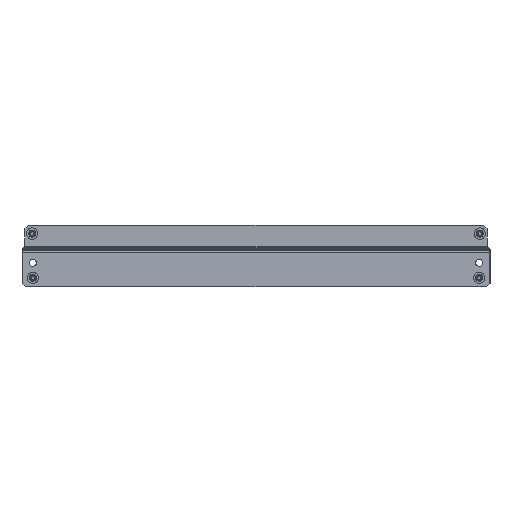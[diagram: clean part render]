
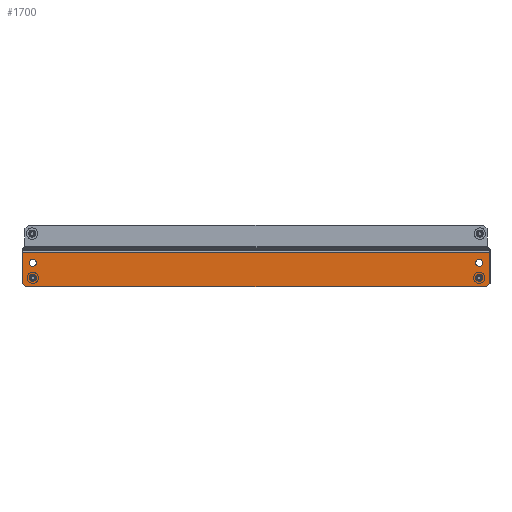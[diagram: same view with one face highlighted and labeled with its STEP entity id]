
A CAD part, left-side view. The second image highlights one B-rep face of the part: STEP entity #1700.
In plain terms, the highlighted face is planar.
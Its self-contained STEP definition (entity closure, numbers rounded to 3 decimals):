
#45 = AXIS2_PLACEMENT_3D ( 'NONE', #4949, #2989, #3676 ) ;
#56 = CARTESIAN_POINT ( 'NONE',  ( 8.25, -1.5, 187. ) ) ;
#64 = EDGE_CURVE ( 'NONE', #274, #3055, #868, .T. ) ;
#127 = VECTOR ( 'NONE', #4975, 1000. ) ;
#163 = EDGE_CURVE ( 'NONE', #3705, #3617, #2501, .T. ) ;
#232 = EDGE_CURVE ( 'NONE', #3239, #1541, #3350, .T. ) ;
#274 = VERTEX_POINT ( 'NONE', #2316 ) ;
#365 = CARTESIAN_POINT ( 'NONE',  ( -13.25, -1.5, 196. ) ) ;
#432 = CIRCLE ( 'NONE', #847, 3. ) ;
#551 = EDGE_LOOP ( 'NONE', ( #2478, #2552 ) ) ;
#557 = CARTESIAN_POINT ( 'NONE',  ( -7.25, -1.5, 187. ) ) ;
#568 = CARTESIAN_POINT ( 'NONE',  ( 12.75, -1.5, 196. ) ) ;
#580 = EDGE_CURVE ( 'NONE', #2411, #3239, #2647, .T. ) ;
#597 = AXIS2_PLACEMENT_3D ( 'NONE', #1041, #1387, #4504 ) ;
#599 = VERTEX_POINT ( 'NONE', #2237 ) ;
#605 = ORIENTED_EDGE ( 'NONE', *, *, #163, .T. ) ;
#679 = ORIENTED_EDGE ( 'NONE', *, *, #2465, .T. ) ;
#711 = EDGE_CURVE ( 'NONE', #599, #2411, #3458, .T. ) ;
#783 = VECTOR ( 'NONE', #3316, 1000. ) ;
#847 = AXIS2_PLACEMENT_3D ( 'NONE', #56, #1607, #2460 ) ;
#868 = CIRCLE ( 'NONE', #1788, 3. ) ;
#878 = VECTOR ( 'NONE', #2618, 1000. ) ;
#900 = EDGE_CURVE ( 'NONE', #599, #3617, #1981, .T. ) ;
#927 = CARTESIAN_POINT ( 'NONE',  ( -7.25, -1.5, -187. ) ) ;
#930 = EDGE_LOOP ( 'NONE', ( #2469, #605, #2578, #2487, #4127, #4034 ) ) ;
#934 = EDGE_CURVE ( 'NONE', #3705, #1541, #1813, .T. ) ;
#944 = EDGE_LOOP ( 'NONE', ( #3968, #2570 ) ) ;
#1013 = CARTESIAN_POINT ( 'NONE',  ( 5.25, -1.5, 187. ) ) ;
#1016 = EDGE_CURVE ( 'NONE', #1144, #3654, #2298, .T. ) ;
#1041 = CARTESIAN_POINT ( 'NONE',  ( -15.75, -1.5, 196. ) ) ;
#1069 = FACE_BOUND ( 'NONE', #944, .T. ) ;
#1111 = DIRECTION ( 'NONE',  ( -1., 0., 0. ) ) ;
#1144 = VERTEX_POINT ( 'NONE', #1504 ) ;
#1233 = DIRECTION ( 'NONE',  ( 0., 1., 0. ) ) ;
#1263 = VERTEX_POINT ( 'NONE', #2094 ) ;
#1319 = CARTESIAN_POINT ( 'NONE',  ( -4.25, -1.5, 187. ) ) ;
#1356 = AXIS2_PLACEMENT_3D ( 'NONE', #1565, #3873, #1111 ) ;
#1387 = DIRECTION ( 'NONE',  ( 0., 1., 0. ) ) ;
#1391 = DIRECTION ( 'NONE',  ( 0.707, 0., 0.707 ) ) ;
#1416 = EDGE_LOOP ( 'NONE', ( #2197, #1631 ) ) ;
#1504 = CARTESIAN_POINT ( 'NONE',  ( 5.25, -1.5, -187. ) ) ;
#1541 = VERTEX_POINT ( 'NONE', #2035 ) ;
#1543 = CIRCLE ( 'NONE', #3982, 3. ) ;
#1565 = CARTESIAN_POINT ( 'NONE',  ( -4.25, -1.5, -187. ) ) ;
#1607 = DIRECTION ( 'NONE',  ( 0., 1., 0. ) ) ;
#1631 = ORIENTED_EDGE ( 'NONE', *, *, #4049, .F. ) ;
#1700 = ADVANCED_FACE ( 'NONE', ( #2956, #4602, #1069, #4910, #2192 ), #2168, .F. ) ;
#1738 = DIRECTION ( 'NONE',  ( -1., 0., 0. ) ) ;
#1760 = CARTESIAN_POINT ( 'NONE',  ( 8.25, -1.5, -187. ) ) ;
#1767 = CIRCLE ( 'NONE', #3242, 3. ) ;
#1788 = AXIS2_PLACEMENT_3D ( 'NONE', #3214, #1233, #3265 ) ;
#1813 = LINE ( 'NONE', #4083, #878 ) ;
#1835 = EDGE_LOOP ( 'NONE', ( #679, #2818 ) ) ;
#1887 = EDGE_CURVE ( 'NONE', #4862, #1263, #1767, .T. ) ;
#1981 = LINE ( 'NONE', #4052, #127 ) ;
#2035 = CARTESIAN_POINT ( 'NONE',  ( 15.75, -1.5, -193. ) ) ;
#2094 = CARTESIAN_POINT ( 'NONE',  ( -1.25, -1.5, -187. ) ) ;
#2168 = PLANE ( 'NONE',  #597 ) ;
#2192 = FACE_OUTER_BOUND ( 'NONE', #930, .T. ) ;
#2197 = ORIENTED_EDGE ( 'NONE', *, *, #1016, .F. ) ;
#2204 = AXIS2_PLACEMENT_3D ( 'NONE', #1760, #3327, #1738 ) ;
#2213 = VECTOR ( 'NONE', #2621, 1000. ) ;
#2237 = CARTESIAN_POINT ( 'NONE',  ( -13.25, -1.5, 196. ) ) ;
#2278 = EDGE_CURVE ( 'NONE', #1263, #4862, #2996, .T. ) ;
#2298 = CIRCLE ( 'NONE', #45, 3. ) ;
#2308 = VERTEX_POINT ( 'NONE', #2721 ) ;
#2316 = CARTESIAN_POINT ( 'NONE',  ( 11.25, -1.5, 187. ) ) ;
#2356 = CARTESIAN_POINT ( 'NONE',  ( -4.25, -1.5, 187. ) ) ;
#2411 = VERTEX_POINT ( 'NONE', #5011 ) ;
#2460 = DIRECTION ( 'NONE',  ( -1., 0., 0. ) ) ;
#2465 = EDGE_CURVE ( 'NONE', #3055, #274, #432, .T. ) ;
#2469 = ORIENTED_EDGE ( 'NONE', *, *, #934, .F. ) ;
#2478 = ORIENTED_EDGE ( 'NONE', *, *, #1887, .F. ) ;
#2487 = ORIENTED_EDGE ( 'NONE', *, *, #711, .T. ) ;
#2501 = LINE ( 'NONE', #2939, #783 ) ;
#2552 = ORIENTED_EDGE ( 'NONE', *, *, #2278, .F. ) ;
#2570 = ORIENTED_EDGE ( 'NONE', *, *, #3747, .T. ) ;
#2578 = ORIENTED_EDGE ( 'NONE', *, *, #900, .F. ) ;
#2618 = DIRECTION ( 'NONE',  ( 0., 0., -1. ) ) ;
#2621 = DIRECTION ( 'NONE',  ( 1., 0., 0. ) ) ;
#2647 = LINE ( 'NONE', #3019, #2213 ) ;
#2699 = DIRECTION ( 'NONE',  ( 0., 1., 0. ) ) ;
#2721 = CARTESIAN_POINT ( 'NONE',  ( -1.25, -1.5, 187. ) ) ;
#2722 = DIRECTION ( 'NONE',  ( -1., 0., 0. ) ) ;
#2725 = DIRECTION ( 'NONE',  ( 0., -1., 0. ) ) ;
#2818 = ORIENTED_EDGE ( 'NONE', *, *, #64, .T. ) ;
#2899 = DIRECTION ( 'NONE',  ( -1., 0., 0. ) ) ;
#2939 = CARTESIAN_POINT ( 'NONE',  ( 15.75, -1.5, 193. ) ) ;
#2956 = FACE_BOUND ( 'NONE', #551, .T. ) ;
#2989 = DIRECTION ( 'NONE',  ( 0., -1., 0. ) ) ;
#2996 = CIRCLE ( 'NONE', #1356, 3. ) ;
#3019 = CARTESIAN_POINT ( 'NONE',  ( -15.75, -1.5, -196. ) ) ;
#3055 = VERTEX_POINT ( 'NONE', #1013 ) ;
#3159 = CIRCLE ( 'NONE', #4821, 3. ) ;
#3214 = CARTESIAN_POINT ( 'NONE',  ( 8.25, -1.5, 187. ) ) ;
#3239 = VERTEX_POINT ( 'NONE', #3924 ) ;
#3242 = AXIS2_PLACEMENT_3D ( 'NONE', #3522, #2725, #3876 ) ;
#3265 = DIRECTION ( 'NONE',  ( -1., 0., 0. ) ) ;
#3316 = DIRECTION ( 'NONE',  ( -0.707, 0., 0.707 ) ) ;
#3327 = DIRECTION ( 'NONE',  ( 0., -1., 0. ) ) ;
#3350 = LINE ( 'NONE', #4917, #4091 ) ;
#3427 = DIRECTION ( 'NONE',  ( 0., 0., -1. ) ) ;
#3458 = LINE ( 'NONE', #365, #3603 ) ;
#3522 = CARTESIAN_POINT ( 'NONE',  ( -4.25, -1.5, -187. ) ) ;
#3603 = VECTOR ( 'NONE', #3427, 1000. ) ;
#3617 = VERTEX_POINT ( 'NONE', #568 ) ;
#3654 = VERTEX_POINT ( 'NONE', #5012 ) ;
#3676 = DIRECTION ( 'NONE',  ( -1., 0., 0. ) ) ;
#3705 = VERTEX_POINT ( 'NONE', #5062 ) ;
#3747 = EDGE_CURVE ( 'NONE', #2308, #4647, #3159, .T. ) ;
#3873 = DIRECTION ( 'NONE',  ( 0., -1., 0. ) ) ;
#3876 = DIRECTION ( 'NONE',  ( -1., 0., 0. ) ) ;
#3924 = CARTESIAN_POINT ( 'NONE',  ( 12.75, -1.5, -196. ) ) ;
#3946 = EDGE_CURVE ( 'NONE', #4647, #2308, #1543, .T. ) ;
#3968 = ORIENTED_EDGE ( 'NONE', *, *, #3946, .T. ) ;
#3982 = AXIS2_PLACEMENT_3D ( 'NONE', #1319, #4382, #2899 ) ;
#4034 = ORIENTED_EDGE ( 'NONE', *, *, #232, .T. ) ;
#4049 = EDGE_CURVE ( 'NONE', #3654, #1144, #4398, .T. ) ;
#4052 = CARTESIAN_POINT ( 'NONE',  ( -15.75, -1.5, 196. ) ) ;
#4083 = CARTESIAN_POINT ( 'NONE',  ( 15.75, -1.5, 196. ) ) ;
#4091 = VECTOR ( 'NONE', #1391, 1000. ) ;
#4127 = ORIENTED_EDGE ( 'NONE', *, *, #580, .T. ) ;
#4382 = DIRECTION ( 'NONE',  ( 0., 1., 0. ) ) ;
#4398 = CIRCLE ( 'NONE', #2204, 3. ) ;
#4504 = DIRECTION ( 'NONE',  ( -1., 0., 0. ) ) ;
#4602 = FACE_BOUND ( 'NONE', #1416, .T. ) ;
#4647 = VERTEX_POINT ( 'NONE', #557 ) ;
#4821 = AXIS2_PLACEMENT_3D ( 'NONE', #2356, #2699, #2722 ) ;
#4862 = VERTEX_POINT ( 'NONE', #927 ) ;
#4910 = FACE_BOUND ( 'NONE', #1835, .T. ) ;
#4917 = CARTESIAN_POINT ( 'NONE',  ( 12.75, -1.5, -196. ) ) ;
#4949 = CARTESIAN_POINT ( 'NONE',  ( 8.25, -1.5, -187. ) ) ;
#4975 = DIRECTION ( 'NONE',  ( 1., 0., 0. ) ) ;
#5011 = CARTESIAN_POINT ( 'NONE',  ( -13.25, -1.5, -196. ) ) ;
#5012 = CARTESIAN_POINT ( 'NONE',  ( 11.25, -1.5, -187. ) ) ;
#5062 = CARTESIAN_POINT ( 'NONE',  ( 15.75, -1.5, 193. ) ) ;
